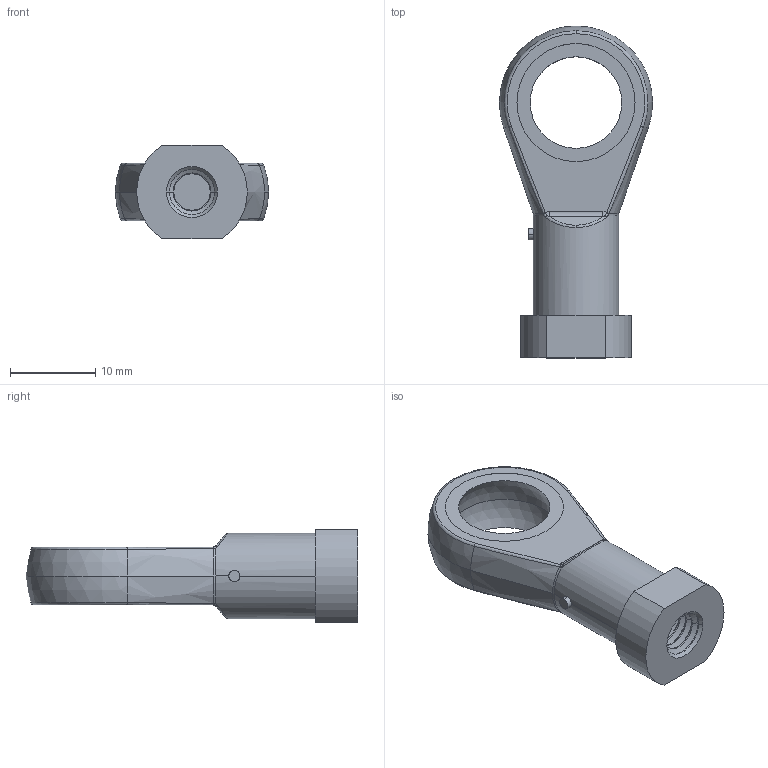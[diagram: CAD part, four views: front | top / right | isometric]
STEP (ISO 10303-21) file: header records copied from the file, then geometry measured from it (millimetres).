
FILE_DESCRIPTION (( 'STEP AP203' ), '1' );
FILE_NAME ('rod-end-145910-DEBearings_145910-DEBearings_sldprt.STEP', '2024-02-26T22:17:53', ( '' ), ( '' ), 'SwSTEP 2.0', 'SolidWorks 2023', '' );
FILE_SCHEMA (( 'CONFIG_CONTROL_DESIGN' ));
Length unit declared in the file: millimetre
Products named in the file (1): rod-end-145910-DEBearings_145910-DEBearings_sldprt
Bounding box: 18 x 39 x 11 mm (x, y, z)
Volume: 2560.7 mm3; surface area: 2091.3 mm2
Topology: 1 solids, 1 shells, 160 faces, 344 edges, 190 vertices
Faces by surface type: cone 57, cylinder 37, torus 30, bspline 20, plane 12, sphere 4
Entity records: 4700 total; most frequent: CARTESIAN_POINT 1225, DIRECTION 775, ORIENTED_EDGE 682, EDGE_CURVE 341, AXIS2_PLACEMENT_3D 337, CIRCLE 196, VERTEX_POINT 189, EDGE_LOOP 168
